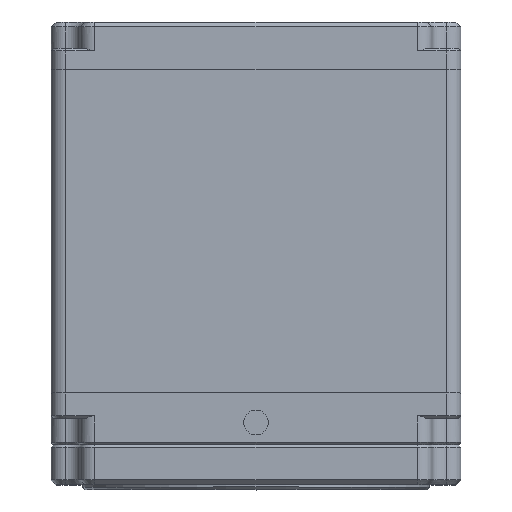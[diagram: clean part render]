
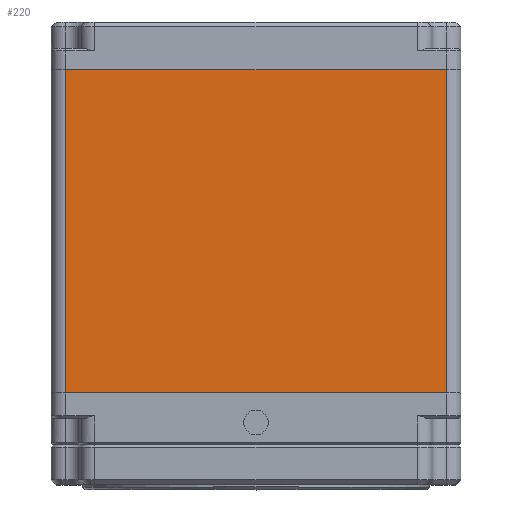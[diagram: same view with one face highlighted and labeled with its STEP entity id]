
A CAD part, top view. The second image highlights one B-rep face of the part: STEP entity #220.
In plain terms, the highlighted planar face has unit normal (0, 0, 1).
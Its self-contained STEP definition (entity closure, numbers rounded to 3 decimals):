
#30 = VERTEX_POINT ( 'NONE', #9049 ) ;
#220 = ADVANCED_FACE ( 'NONE', ( #35722 ), #20618, .T. ) ;
#1262 = EDGE_LOOP ( 'NONE', ( #5888, #96541, #81342, #96157 ) ) ;
#5888 = ORIENTED_EDGE ( 'NONE', *, *, #53055, .T. ) ;
#7319 = CARTESIAN_POINT ( 'NONE',  ( 39.5, 0., 42.5 ) ) ;
#9049 = CARTESIAN_POINT ( 'NONE',  ( -39.5, 0., 42.5 ) ) ;
#11780 = VECTOR ( 'NONE', #55767, 1000. ) ;
#19131 = DIRECTION ( 'NONE',  ( 1., 0., 0. ) ) ;
#20618 = PLANE ( 'NONE',  #93627 ) ;
#24619 = LINE ( 'NONE', #39193, #65014 ) ;
#35722 = FACE_OUTER_BOUND ( 'NONE', #1262, .T. ) ;
#39193 = CARTESIAN_POINT ( 'NONE',  ( -42.5, 67.125, 42.5 ) ) ;
#45141 = VERTEX_POINT ( 'NONE', #75411 ) ;
#46319 = VERTEX_POINT ( 'NONE', #52190 ) ;
#52190 = CARTESIAN_POINT ( 'NONE',  ( 39.5, 67.125, 42.5 ) ) ;
#52623 = LINE ( 'NONE', #7319, #87978 ) ;
#53055 = EDGE_CURVE ( 'NONE', #30, #65796, #91979, .T. ) ;
#55767 = DIRECTION ( 'NONE',  ( 1., 0., 0. ) ) ;
#65014 = VECTOR ( 'NONE', #92399, 1000. ) ;
#65796 = VERTEX_POINT ( 'NONE', #66623 ) ;
#66623 = CARTESIAN_POINT ( 'NONE',  ( 39.5, 0., 42.5 ) ) ;
#70915 = CARTESIAN_POINT ( 'NONE',  ( -39.5, 0., 42.5 ) ) ;
#75411 = CARTESIAN_POINT ( 'NONE',  ( -39.5, 67.125, 42.5 ) ) ;
#79760 = EDGE_CURVE ( 'NONE', #65796, #46319, #52623, .T. ) ;
#81342 = ORIENTED_EDGE ( 'NONE', *, *, #93680, .T. ) ;
#85506 = LINE ( 'NONE', #70915, #92634 ) ;
#87006 = DIRECTION ( 'NONE',  ( 0., -1., 0. ) ) ;
#87931 = CARTESIAN_POINT ( 'NONE',  ( -42.5, 0., 42.5 ) ) ;
#87978 = VECTOR ( 'NONE', #98344, 1000. ) ;
#91979 = LINE ( 'NONE', #95433, #11780 ) ;
#92399 = DIRECTION ( 'NONE',  ( -1., 0., 0. ) ) ;
#92634 = VECTOR ( 'NONE', #87006, 1000. ) ;
#93627 = AXIS2_PLACEMENT_3D ( 'NONE', #87931, #95969, #19131 ) ;
#93680 = EDGE_CURVE ( 'NONE', #46319, #45141, #24619, .T. ) ;
#94821 = EDGE_CURVE ( 'NONE', #45141, #30, #85506, .T. ) ;
#95433 = CARTESIAN_POINT ( 'NONE',  ( -42.5, 0., 42.5 ) ) ;
#95969 = DIRECTION ( 'NONE',  ( 0., 0., 1. ) ) ;
#96157 = ORIENTED_EDGE ( 'NONE', *, *, #94821, .T. ) ;
#96541 = ORIENTED_EDGE ( 'NONE', *, *, #79760, .T. ) ;
#98344 = DIRECTION ( 'NONE',  ( 0., 1., 0. ) ) ;
